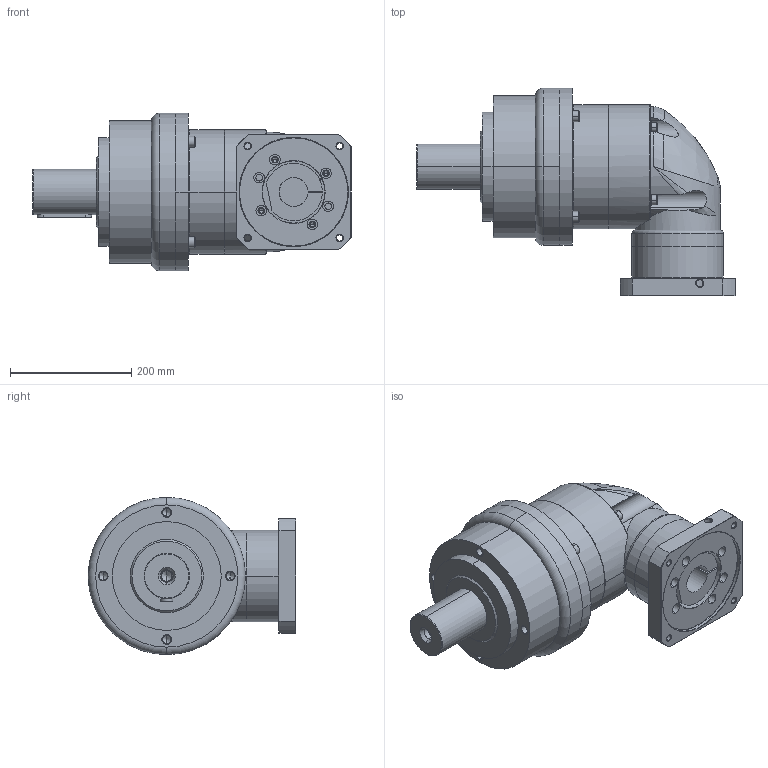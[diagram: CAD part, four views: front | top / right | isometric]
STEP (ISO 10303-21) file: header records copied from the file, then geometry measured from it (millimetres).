
FILE_DESCRIPTION((''),'2;1');
FILE_NAME('AER2352-P0403600601_ASM','2008-09-08T',('d00080'),(''),'PRO/ENGINEER BY PARAMETRIC TECHNOLOGY CORPORATION, 2006170','PRO/ENGINEER BY PARAMETRIC TECHNOLOGY CORPORATION, 2006170','');
FILE_SCHEMA(('CONFIG_CONTROL_DESIGN'));
Length unit declared in the file: millimetre
Products named in the file (11): AE235-2; P247; 220121004; RG-SET3-7_ASM; PD160001; 233100006; 220100916; HOUSING-SET-6_ASM; P1305600001; P0403600601; AER2352-P0403600601_ASM
Assembly tree (19 placements, depth 3):
  AER2352-P0403600601_ASM
    AE235-2
    RG-SET3-7_ASM
      P247
      220121004  x4
    HOUSING-SET-6_ASM
      PD160001
      233100006  x4
      220100916  x4
    P1305600001
    P0403600601
Bounding box: 526 x 343.5 x 260 mm (x, y, z)
Volume: 15340237.7 mm3; surface area: 842498.4 mm2
Topology: 17 solids, 39 shells, 676 faces, 1531 edges, 929 vertices
Faces by surface type: cylinder 292, plane 219, cone 112, torus 35, bspline 18
Entity records: 14747 total; most frequent: CARTESIAN_POINT 3567, DIRECTION 2512, ORIENTED_EDGE 2038, EDGE_CURVE 1063, AXIS2_PLACEMENT_3D 1048, VERTEX_POINT 677, EDGE_LOOP 576, CIRCLE 548
